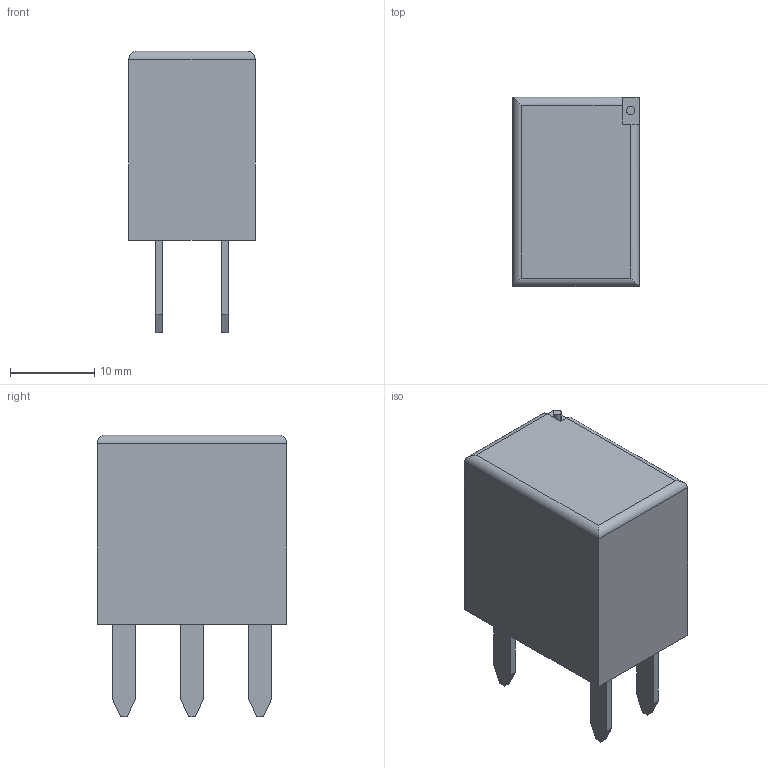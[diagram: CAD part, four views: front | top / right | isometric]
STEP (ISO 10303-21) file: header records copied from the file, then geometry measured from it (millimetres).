
FILE_DESCRIPTION((''),'2;1');
FILE_NAME('AUTO_RELAY','2020-10-03T00:34:01',('Mitch'),(''),'CREO PARAMETRIC BY PTC INC, 2018050','CREO PARAMETRIC BY PTC INC, 2018050','');
FILE_SCHEMA(('AUTOMOTIVE_DESIGN { 1 0 10303 214 1 1 1 1 }'));
Length unit declared in the file: millimetre
Products named in the file (1): AUTO_RELAY
Bounding box: 15 x 22.5 x 33.5 mm (x, y, z)
Volume: 7688.1 mm3; surface area: 2703.2 mm2
Topology: 1 solids, 1 shells, 51 faces, 124 edges, 81 vertices
Faces by surface type: plane 45, cylinder 6
Entity records: 2116 total; most frequent: CARTESIAN_POINT 285, ORIENTED_EDGE 248, DIRECTION 229, PRESENTATION_STYLE_ASSIGNMENT 141, STYLED_ITEM 125, CURVE_STYLE 124, EDGE_CURVE 124, VECTOR 115
